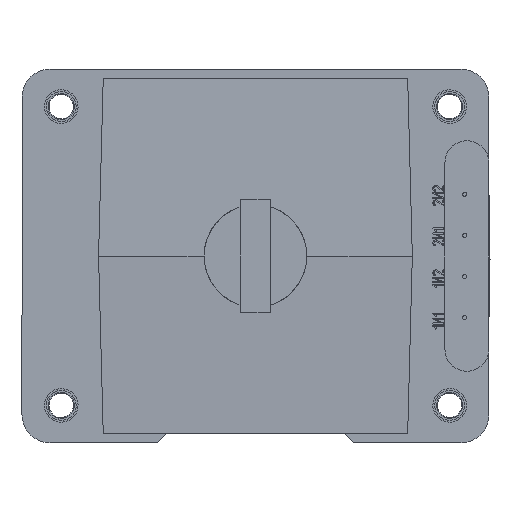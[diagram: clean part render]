
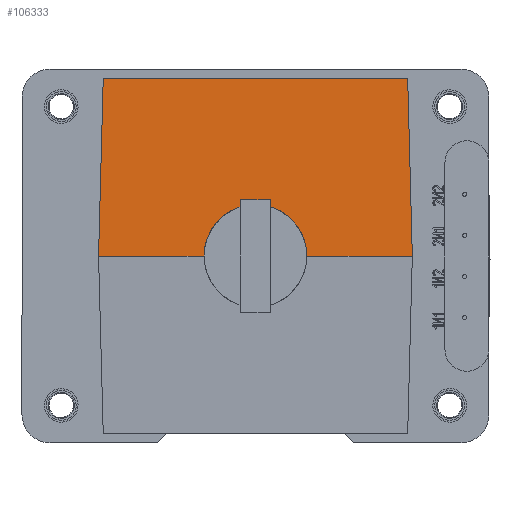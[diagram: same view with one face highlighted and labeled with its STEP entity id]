
A CAD part, left-side view. The second image highlights one B-rep face of the part: STEP entity #106333.
In plain terms, the highlighted planar face has unit normal (-1, 0, 0.026).
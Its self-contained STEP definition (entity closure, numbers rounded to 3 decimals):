
#3376 = DIRECTION ( 'NONE',  ( 1., 0., -0.026 ) ) ;
#4989 = CARTESIAN_POINT ( 'NONE',  ( -134.28, 0., 27.5 ) ) ;
#5911 = VERTEX_POINT ( 'NONE', #48545 ) ;
#5923 = CARTESIAN_POINT ( 'NONE',  ( -132.512, -81.512, 95. ) ) ;
#10331 = LINE ( 'NONE', #31700, #111047 ) ;
#11226 = VERTEX_POINT ( 'NONE', #115748 ) ;
#12279 = ORIENTED_EDGE ( 'NONE', *, *, #64756, .F. ) ;
#12709 = LINE ( 'NONE', #108934, #61567 ) ;
#13089 = ORIENTED_EDGE ( 'NONE', *, *, #41851, .F. ) ;
#13199 = LINE ( 'NONE', #96465, #110888 ) ;
#15874 = CARTESIAN_POINT ( 'NONE',  ( -135., 27.5, 0. ) ) ;
#19559 = VERTEX_POINT ( 'NONE', #121093 ) ;
#22788 = EDGE_CURVE ( 'NONE', #19559, #76699, #110856, .T. ) ;
#24679 = CARTESIAN_POINT ( 'NONE',  ( -135., -27.5, 0. ) ) ;
#25744 = CARTESIAN_POINT ( 'NONE',  ( -134.578, 27.5, 16.109 ) ) ;
#25944 = CARTESIAN_POINT ( 'NONE',  ( -132.512, 84., 95. ) ) ;
#31700 = CARTESIAN_POINT ( 'NONE',  ( -135., 84., 0. ) ) ;
#35230 = EDGE_CURVE ( 'NONE', #51778, #76699, #12709, .T. ) ;
#35573 = CARTESIAN_POINT ( 'NONE',  ( -134.28, 0., 27.5 ) ) ;
#40745 = DIRECTION ( 'NONE',  ( 0., 1., 0. ) ) ;
#41851 = EDGE_CURVE ( 'NONE', #110259, #51778, #93919, .T. ) ;
#46473 = CARTESIAN_POINT ( 'NONE',  ( -132.514, -81.514, 94.935 ) ) ;
#47318 = DIRECTION ( 'NONE',  ( -0.026, -0.026, -0.999 ) ) ;
#47970 = DIRECTION ( 'NONE',  ( 0., 1., 0. ) ) ;
#48545 = CARTESIAN_POINT ( 'NONE',  ( -135., 27.5, 0. ) ) ;
#49816 = VERTEX_POINT ( 'NONE', #71289 ) ;
#50725 =( BOUNDED_CURVE ( )  B_SPLINE_CURVE ( 3, ( #15874, #25744, #93928, #35573 ),
 .UNSPECIFIED., .F., .F. ) 
 B_SPLINE_CURVE_WITH_KNOTS ( ( 4, 4 ),
 ( 1.571, 3.142 ),
 .UNSPECIFIED. ) 
 CURVE ( )  GEOMETRIC_REPRESENTATION_ITEM ( )  RATIONAL_B_SPLINE_CURVE ( ( 1., 0.805, 0.805, 1. ) ) 
 REPRESENTATION_ITEM ( '' )  );
#51778 = VERTEX_POINT ( 'NONE', #82108 ) ;
#54235 = ORIENTED_EDGE ( 'NONE', *, *, #35230, .F. ) ;
#54640 = ORIENTED_EDGE ( 'NONE', *, *, #111157, .F. ) ;
#56362 = EDGE_CURVE ( 'NONE', #49816, #110259, #122676, .T. ) ;
#61144 = DIRECTION ( 'NONE',  ( 0.026, -0.026, 0.999 ) ) ;
#61567 = VECTOR ( 'NONE', #40745, 1000. ) ;
#63461 = CARTESIAN_POINT ( 'NONE',  ( -134.28, -16.109, 27.5 ) ) ;
#64444 = FACE_OUTER_BOUND ( 'NONE', #80053, .T. ) ;
#64756 = EDGE_CURVE ( 'NONE', #11226, #49816, #10331, .T. ) ;
#68005 = VECTOR ( 'NONE', #47318, 1000. ) ;
#71289 = CARTESIAN_POINT ( 'NONE',  ( -132.512, 81.512, 95. ) ) ;
#71675 = DIRECTION ( 'NONE',  ( 0., 1., 0. ) ) ;
#76699 = VERTEX_POINT ( 'NONE', #92258 ) ;
#77389 = AXIS2_PLACEMENT_3D ( 'NONE', #110489, #3376, #71675 ) ;
#80053 = EDGE_LOOP ( 'NONE', ( #54640, #110119, #96427, #54235, #13089, #123803, #12279 ) ) ;
#82108 = CARTESIAN_POINT ( 'NONE',  ( -135., -84., 0. ) ) ;
#83060 = CARTESIAN_POINT ( 'NONE',  ( -134.578, -27.5, 16.109 ) ) ;
#84753 = DIRECTION ( 'NONE',  ( 0., -1., 0. ) ) ;
#92258 = CARTESIAN_POINT ( 'NONE',  ( -135., -27.5, 0. ) ) ;
#93919 = LINE ( 'NONE', #46473, #68005 ) ;
#93928 = CARTESIAN_POINT ( 'NONE',  ( -134.28, 16.109, 27.5 ) ) ;
#96427 = ORIENTED_EDGE ( 'NONE', *, *, #22788, .T. ) ;
#96465 = CARTESIAN_POINT ( 'NONE',  ( -135., 0., 0. ) ) ;
#96830 = VECTOR ( 'NONE', #84753, 1000. ) ;
#106333 = ADVANCED_FACE ( 'NONE', ( #64444 ), #120195, .F. ) ;
#108934 = CARTESIAN_POINT ( 'NONE',  ( -135., 0., 0. ) ) ;
#110119 = ORIENTED_EDGE ( 'NONE', *, *, #116399, .T. ) ;
#110259 = VERTEX_POINT ( 'NONE', #5923 ) ;
#110489 = CARTESIAN_POINT ( 'NONE',  ( -135., 0., 0. ) ) ;
#110856 =( BOUNDED_CURVE ( )  B_SPLINE_CURVE ( 3, ( #4989, #63461, #83060, #24679 ),
 .UNSPECIFIED., .F., .F. ) 
 B_SPLINE_CURVE_WITH_KNOTS ( ( 4, 4 ),
 ( 3.142, 4.712 ),
 .UNSPECIFIED. ) 
 CURVE ( )  GEOMETRIC_REPRESENTATION_ITEM ( )  RATIONAL_B_SPLINE_CURVE ( ( 1., 0.805, 0.805, 1. ) ) 
 REPRESENTATION_ITEM ( '' )  );
#110888 = VECTOR ( 'NONE', #47970, 1000. ) ;
#111047 = VECTOR ( 'NONE', #61144, 1000. ) ;
#111157 = EDGE_CURVE ( 'NONE', #5911, #11226, #13199, .T. ) ;
#115748 = CARTESIAN_POINT ( 'NONE',  ( -135., 84., 0. ) ) ;
#116399 = EDGE_CURVE ( 'NONE', #5911, #19559, #50725, .T. ) ;
#120195 = PLANE ( 'NONE',  #77389 ) ;
#121093 = CARTESIAN_POINT ( 'NONE',  ( -134.28, 0., 27.5 ) ) ;
#122676 = LINE ( 'NONE', #25944, #96830 ) ;
#123803 = ORIENTED_EDGE ( 'NONE', *, *, #56362, .F. ) ;
